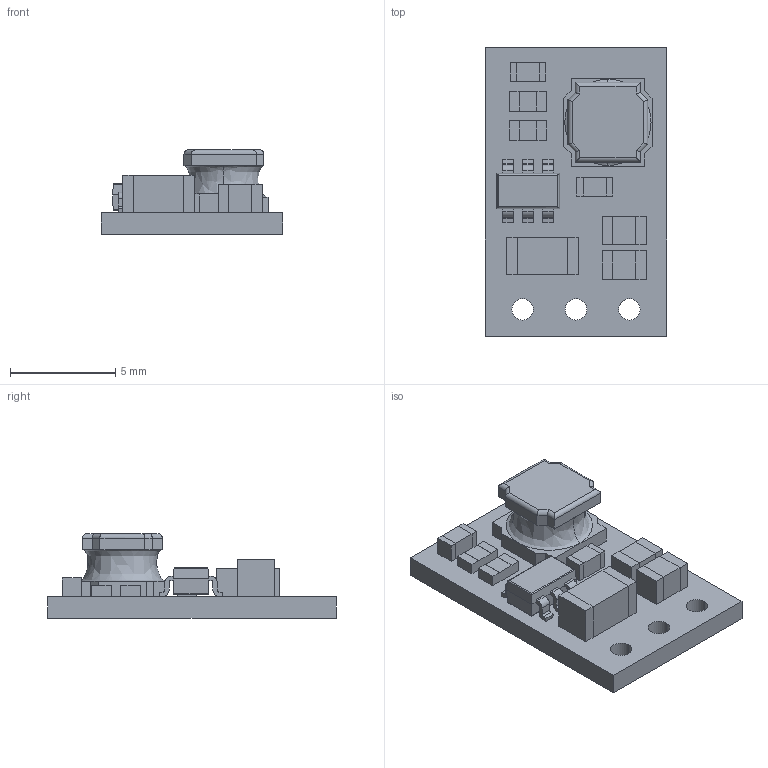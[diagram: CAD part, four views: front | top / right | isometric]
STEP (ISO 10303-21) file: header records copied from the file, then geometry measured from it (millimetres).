
FILE_DESCRIPTION (( 'STEP AP214' ), '1' );
FILE_NAME ('d24v7fx-step-down-voltage-regulators.step', '2025-08-18T23:18:26', ( '' ), ( '' ), 'SwSTEP 2.0', 'SolidWorks 2025', '' );
FILE_SCHEMA (( 'AUTOMOTIVE_DESIGN' ));
Length unit declared in the file: millimetre
Products named in the file (1): d24v7fx-step-down-voltage-regulators
Bounding box: 8.64 x 13.72 x 4.02 mm (x, y, z)
Volume: 184.6 mm3; surface area: 430.7 mm2
Topology: 1 solids, 1 shells, 638 faces, 1716 edges, 1126 vertices
Faces by surface type: plane 394, bspline 194, cylinder 50
Entity records: 33787 total; most frequent: CARTESIAN_POINT 12139, ORIENTED_EDGE 3432, DIRECTION 2236, EDGE_CURVE 1716, VECTOR 1214, LINE 1214, VERTEX_POINT 1126, EDGE_LOOP 700
